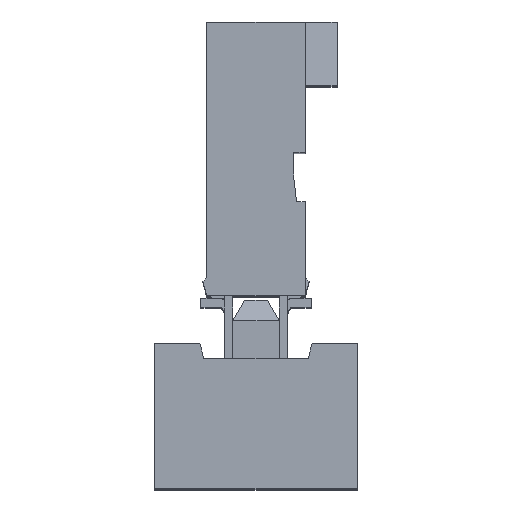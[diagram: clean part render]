
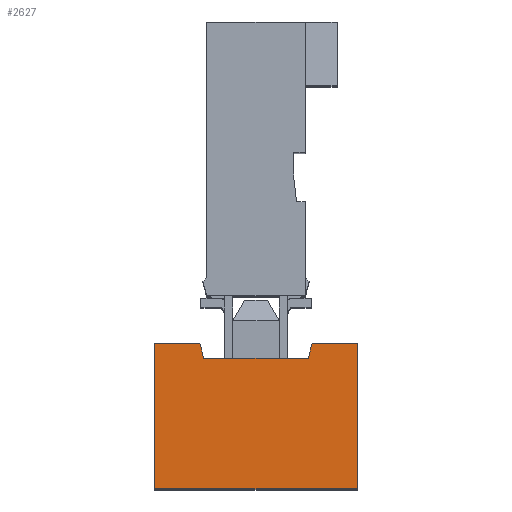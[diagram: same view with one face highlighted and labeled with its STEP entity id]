
A CAD part, top view. The second image highlights one B-rep face of the part: STEP entity #2627.
In plain terms, the highlighted planar face has unit normal (0, 0, 1).
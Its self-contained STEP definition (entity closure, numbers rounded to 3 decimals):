
#2627 = ADVANCED_FACE( '', ( #7524 ), #7525, .T. );
#7524 = FACE_OUTER_BOUND( '', #14857, .T. );
#7525 = PLANE( '', #14858 );
#14857 = EDGE_LOOP( '', ( #22732, #22733, #22734, #22735, #22736, #22737, #22738, #22739 ) );
#14858 = AXIS2_PLACEMENT_3D( '', #22740, #22741, #22742 );
#22732 = ORIENTED_EDGE( '', *, *, #46266, .F. );
#22733 = ORIENTED_EDGE( '', *, *, #46267, .F. );
#22734 = ORIENTED_EDGE( '', *, *, #46268, .F. );
#22735 = ORIENTED_EDGE( '', *, *, #46269, .F. );
#22736 = ORIENTED_EDGE( '', *, *, #46270, .T. );
#22737 = ORIENTED_EDGE( '', *, *, #46271, .F. );
#22738 = ORIENTED_EDGE( '', *, *, #46272, .T. );
#22739 = ORIENTED_EDGE( '', *, *, #46273, .F. );
#22740 = CARTESIAN_POINT( '', ( 20.976, 5.264, -10. ) );
#22741 = DIRECTION( '', ( 0., 0., 1. ) );
#22742 = DIRECTION( '', ( 1., 0., 0. ) );
#46266 = EDGE_CURVE( '', #56238, #56239, #56240, .T. );
#46267 = EDGE_CURVE( '', #56241, #56238, #56242, .T. );
#46268 = EDGE_CURVE( '', #56243, #56241, #56244, .T. );
#46269 = EDGE_CURVE( '', #56245, #56243, #56246, .T. );
#46270 = EDGE_CURVE( '', #56245, #56247, #56248, .T. );
#46271 = EDGE_CURVE( '', #56249, #56247, #56250, .T. );
#46272 = EDGE_CURVE( '', #56249, #56251, #56252, .T. );
#46273 = EDGE_CURVE( '', #56239, #56251, #56253, .T. );
#56238 = VERTEX_POINT( '', #70783 );
#56239 = VERTEX_POINT( '', #70784 );
#56240 = LINE( '', #70785, #70786 );
#56241 = VERTEX_POINT( '', #70787 );
#56242 = LINE( '', #70788, #70789 );
#56243 = VERTEX_POINT( '', #70790 );
#56244 = LINE( '', #70791, #70792 );
#56245 = VERTEX_POINT( '', #70793 );
#56246 = LINE( '', #70794, #70795 );
#56247 = VERTEX_POINT( '', #70796 );
#56248 = LINE( '', #70797, #70798 );
#56249 = VERTEX_POINT( '', #70799 );
#56250 = LINE( '', #70800, #70801 );
#56251 = VERTEX_POINT( '', #70802 );
#56252 = LINE( '', #70803, #70804 );
#56253 = LINE( '', #70805, #70806 );
#70783 = CARTESIAN_POINT( '', ( 17.476, -5.152, -10. ) );
#70784 = CARTESIAN_POINT( '', ( 17.476, -0.152, -10. ) );
#70785 = CARTESIAN_POINT( '', ( 17.476, -5.152, -10. ) );
#70786 = VECTOR( '', #90505, 1000. );
#70787 = CARTESIAN_POINT( '', ( 24.476, -5.152, -10. ) );
#70788 = CARTESIAN_POINT( '', ( 24.476, -5.152, -10. ) );
#70789 = VECTOR( '', #90506, 1000. );
#70790 = CARTESIAN_POINT( '', ( 24.476, -0.152, -10. ) );
#70791 = CARTESIAN_POINT( '', ( 24.476, -0.152, -10. ) );
#70792 = VECTOR( '', #90507, 1000. );
#70793 = CARTESIAN_POINT( '', ( 22.91, -0.152, -10. ) );
#70794 = CARTESIAN_POINT( '', ( 17.476, -0.152, -10. ) );
#70795 = VECTOR( '', #90508, 1000. );
#70796 = CARTESIAN_POINT( '', ( 22.776, -0.652, -10. ) );
#70797 = CARTESIAN_POINT( '', ( 23.01, 0.222, -10. ) );
#70798 = VECTOR( '', #90509, 1000. );
#70799 = CARTESIAN_POINT( '', ( 19.176, -0.652, -10. ) );
#70800 = CARTESIAN_POINT( '', ( 20.976, -0.652, -10. ) );
#70801 = VECTOR( '', #90510, 1000. );
#70802 = CARTESIAN_POINT( '', ( 19.042, -0.152, -10. ) );
#70803 = CARTESIAN_POINT( '', ( 18.942, 0.222, -10. ) );
#70804 = VECTOR( '', #90511, 1000. );
#70805 = CARTESIAN_POINT( '', ( 17.476, -0.152, -10. ) );
#70806 = VECTOR( '', #90512, 1000. );
#90505 = DIRECTION( '', ( 0., 1., 0. ) );
#90506 = DIRECTION( '', ( -1., 0., 0. ) );
#90507 = DIRECTION( '', ( 0., -1., 0. ) );
#90508 = DIRECTION( '', ( 1., 0., 0. ) );
#90509 = DIRECTION( '', ( -0.259, -0.966, 0. ) );
#90510 = DIRECTION( '', ( 1., 0., 0. ) );
#90511 = DIRECTION( '', ( -0.259, 0.966, 0. ) );
#90512 = DIRECTION( '', ( 1., 0., 0. ) );
